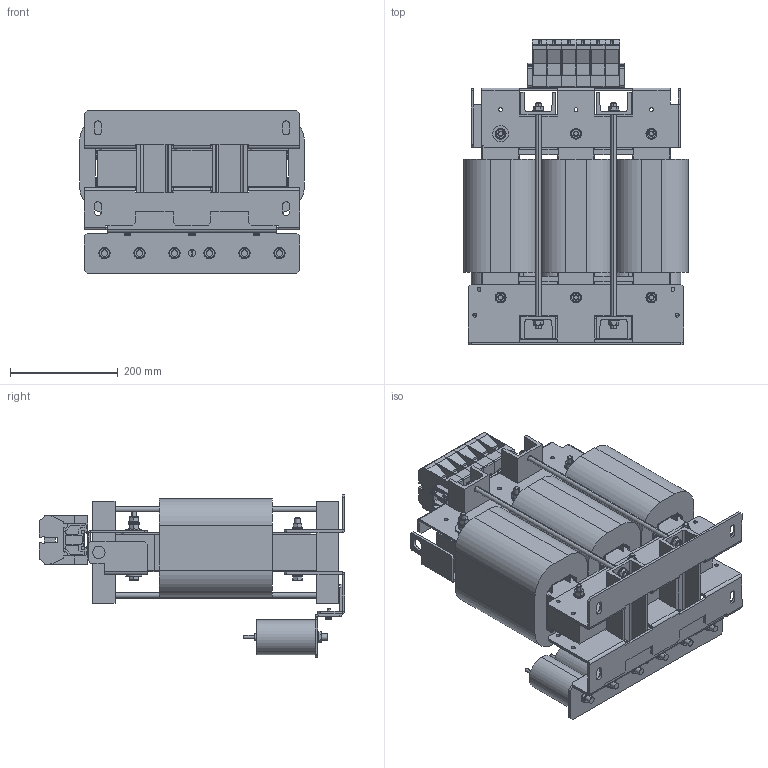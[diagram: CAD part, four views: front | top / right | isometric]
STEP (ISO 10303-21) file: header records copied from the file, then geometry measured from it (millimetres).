
FILE_DESCRIPTION (( 'STEP AP214' ), '1' );
FILE_NAME ('B 1001073.STEP', '2014-04-25T12:30:32', ( '' ), ( '' ), 'SwSTEP 2.0', 'SolidWorks 2012', '' );
FILE_SCHEMA (( 'AUTOMOTIVE_DESIGN' ));
Length unit declared in the file: millimetre
Products named in the file (30): #700-1358; hex thin nut chamfered gradeab_din_Hexagon Thin Nut ISO 4035 - M12 - N; toothed lock washer 1_din_DIN 6797-A13; M10x120DIN933; M10x110DIN933; curved spring lock washer_din_Spring washer DIN 128 - A10; plain washer large_din_Washer DIN 9021 - 10.5; Isolierbuchse M10_M05; pan head cross recess screw_din_ISO 7045 - M6 x 16 - Z --- 16N; plain washer grade a_din_Washer DIN 125 - A 6.4; #050-0964; hex nut style 1 gradeab_din_Hexagon Nut ISO 4032 - M10 - D - N; plain washer grade a_din_Washer DIN 125 - A 10.5; WDU 95N_120N beige +2210-0083; +2216-0033; +3810-0161; +3810-0162; #040-1310; #040-1288; #040-1289; #050-1043; #080-0624; #144-0092; #130-0279; Alu-Platte 70x55x3mm; TS35x182; Kern f黵 B 1001073; HGW-Platte 210x64x1mm; Wickel f黵 B 1001073; B 1001073
Assembly tree (130 placements, depth 2):
  B 1001073
    Wickel f黵 B 1001073  x3
    HGW-Platte 210x64x1mm  x6
    Kern f黵 B 1001073
    TS35x182
    Alu-Platte 70x55x3mm  x8
    #130-0279  x6
    #144-0092  x6
    #080-0624
    #050-1043
    #040-1289
    #040-1288
    #040-1310
    +3810-0162  x3
    +3810-0161  x3
    +2216-0033  x2
    WDU 95N_120N beige +2210-0083  x6
    plain washer grade a_din_Washer DIN 125 - A 10.5  x20
    hex nut style 1 gradeab_din_Hexagon Nut ISO 4032 - M10 - D - N  x15
    #050-0964  x4
    plain washer grade a_din_Washer DIN 125 - A 6.4  x3
    pan head cross recess screw_din_ISO 7045 - M6 x 16 - Z --- 16N  x3
    Isolierbuchse M10_M05  x10
    plain washer large_din_Washer DIN 9021 - 10.5  x2
    curved spring lock washer_din_Spring washer DIN 128 - A10
    M10x110DIN933  x5
    M10x120DIN933
    toothed lock washer 1_din_DIN 6797-A13  x6
    hex thin nut chamfered gradeab_din_Hexagon Thin Nut ISO 4035 - M12 - N  x6
    #700-1358  x4
Bounding box: 417.5 x 568 x 301 mm (x, y, z)
Volume: 22296087.5 mm3; surface area: 3237727.3 mm2
Topology: 130 solids, 130 shells, 4764 faces, 12558 edges, 8069 vertices
Faces by surface type: plane 3323, cylinder 1023, cone 382, torus 26, sphere 6, bspline 4
Entity records: 39845 total; most frequent: CARTESIAN_POINT 7395, DIRECTION 6467, ORIENTED_EDGE 6350, EDGE_CURVE 3175, LINE 2327, VECTOR 2327, AXIS2_PLACEMENT_3D 2070, VERTEX_POINT 2042
